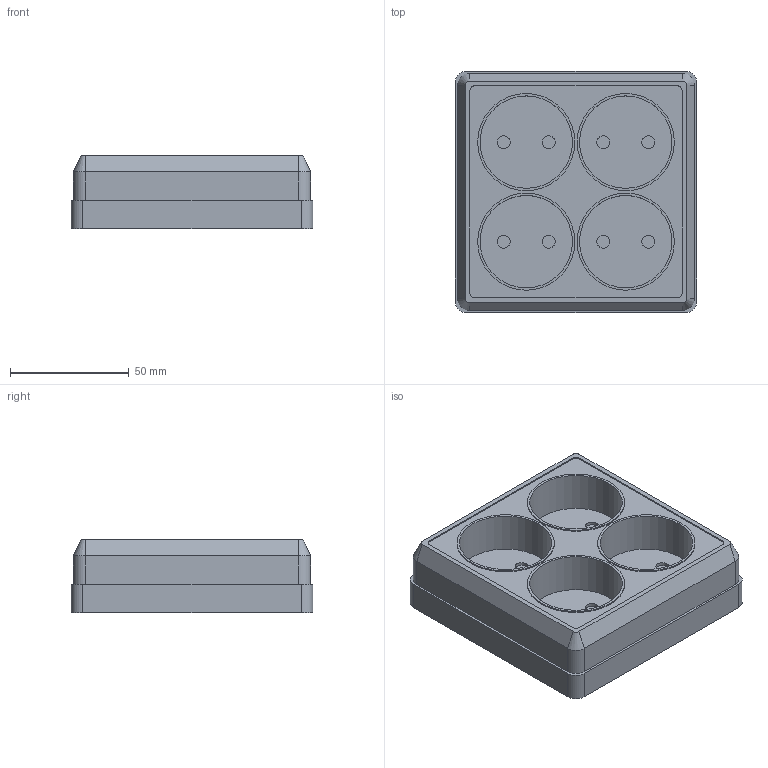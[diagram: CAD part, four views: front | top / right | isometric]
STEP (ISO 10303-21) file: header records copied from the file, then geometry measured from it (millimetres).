
FILE_DESCRIPTION (( 'STEP AP203' ), '1' );
FILE_NAME ('ERO40-K01-10-DC ÐÑ24-2-ÎÁ Ðîçåòêà 4ìåñòí. áåç çê 10À îòêð.óñò. ÎÊÒÀÂÀ (áåëûé).STEP', '2016-12-07T10:55:14', ( '' ), ( '' ), 'SwSTEP 2.0', 'SolidWorks 2014', '' );
FILE_SCHEMA (( 'CONFIG_CONTROL_DESIGN' ));
Length unit declared in the file: millimetre
Products named in the file (1): ERO40-K01-10-DC ÐÑ24-2-ÎÁ Ðîçåòêà 4ìåñòí. áåç çê 10À îòêð.óñò. ÎÊÒÀÂÀ (áåëûé)
Bounding box: 102 x 102 x 31 mm (x, y, z)
Volume: 60699.8 mm3; surface area: 78451.2 mm2
Topology: 1 solids, 1 shells, 119 faces, 290 edges, 190 vertices
Faces by surface type: plane 59, cylinder 52, cone 8
Full cylindrical faces by diameter (mm): 5.5 x8, 39 x4, 41 x4, 41.8 x4
Entity records: 3483 total; most frequent: DIRECTION 608, CARTESIAN_POINT 592, ORIENTED_EDGE 528, EDGE_CURVE 264, AXIS2_PLACEMENT_3D 232, VERTEX_POINT 184, EDGE_LOOP 178, LINE 144
